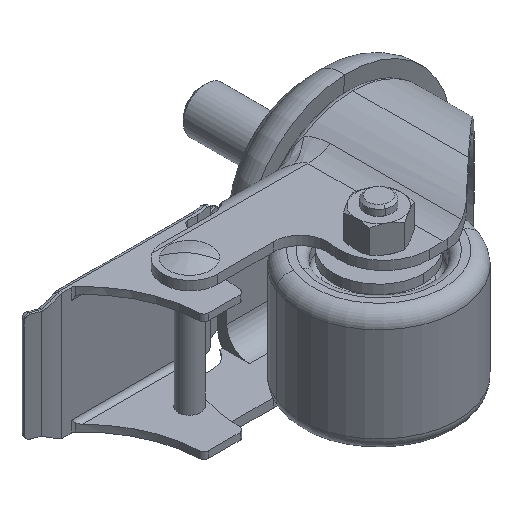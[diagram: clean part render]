
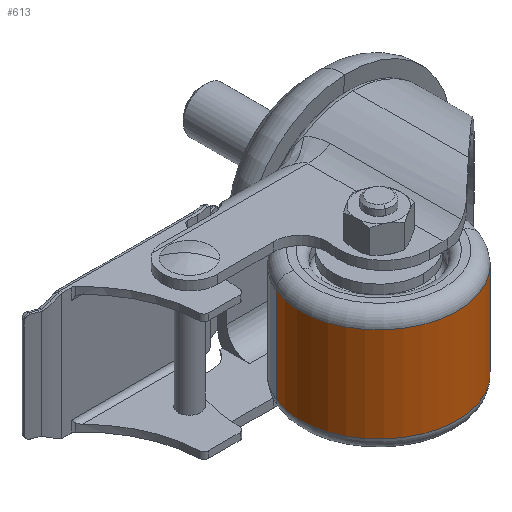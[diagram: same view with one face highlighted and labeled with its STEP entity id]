
A CAD part, isometric view. The second image highlights one B-rep face of the part: STEP entity #613.
In plain terms, the highlighted cylindrical face has radius 17.5 mm (diameter 35 mm), a partial arc.
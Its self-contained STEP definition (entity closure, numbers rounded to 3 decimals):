
#155 = ORIENTED_EDGE ( 'NONE', *, *, #8574, .T. ) ;
#161 = FACE_OUTER_BOUND ( 'NONE', #3400, .T. ) ;
#176 = ORIENTED_EDGE ( 'NONE', *, *, #3677, .F. ) ;
#236 = VERTEX_POINT ( 'NONE', #2408 ) ;
#613 = ADVANCED_FACE ( 'NONE', ( #161 ), #3533, .T. ) ;
#641 = DIRECTION ( 'NONE',  ( 1., 0., 0. ) ) ;
#837 = CARTESIAN_POINT ( 'NONE',  ( -17.5, 0., 10.5 ) ) ;
#1267 = VECTOR ( 'NONE', #4049, 1000. ) ;
#1318 = CARTESIAN_POINT ( 'NONE',  ( 0., 0., 10.5 ) ) ;
#1537 = ORIENTED_EDGE ( 'NONE', *, *, #2961, .T. ) ;
#1847 = DIRECTION ( 'NONE',  ( -1., 0., 0. ) ) ;
#2408 = CARTESIAN_POINT ( 'NONE',  ( -17.5, 0., -10.5 ) ) ;
#2411 = DIRECTION ( 'NONE',  ( 0., 0., -1. ) ) ;
#2421 = LINE ( 'NONE', #5011, #5782 ) ;
#2909 = AXIS2_PLACEMENT_3D ( 'NONE', #10459, #3741, #5515 ) ;
#2961 = EDGE_CURVE ( 'NONE', #3138, #6482, #4746, .T. ) ;
#2984 = VERTEX_POINT ( 'NONE', #10727 ) ;
#3138 = VERTEX_POINT ( 'NONE', #9778 ) ;
#3155 = ORIENTED_EDGE ( 'NONE', *, *, #7000, .T. ) ;
#3287 = AXIS2_PLACEMENT_3D ( 'NONE', #5668, #5711, #1847 ) ;
#3400 = EDGE_LOOP ( 'NONE', ( #176, #1537, #3155, #155 ) ) ;
#3533 = CYLINDRICAL_SURFACE ( 'NONE', #3287, 17.5 ) ;
#3677 = EDGE_CURVE ( 'NONE', #3138, #2984, #9071, .T. ) ;
#3741 = DIRECTION ( 'NONE',  ( 0., 0., 1. ) ) ;
#4049 = DIRECTION ( 'NONE',  ( 0., 0., -1. ) ) ;
#4746 = CIRCLE ( 'NONE', #6690, 17.5 ) ;
#5011 = CARTESIAN_POINT ( 'NONE',  ( -17.5, 0., 13.5 ) ) ;
#5472 = CIRCLE ( 'NONE', #2909, 17.5 ) ;
#5515 = DIRECTION ( 'NONE',  ( 1., 0., 0. ) ) ;
#5668 = CARTESIAN_POINT ( 'NONE',  ( 0., 0., 13.5 ) ) ;
#5711 = DIRECTION ( 'NONE',  ( 0., 0., -1. ) ) ;
#5782 = VECTOR ( 'NONE', #2411, 1000. ) ;
#6482 = VERTEX_POINT ( 'NONE', #837 ) ;
#6690 = AXIS2_PLACEMENT_3D ( 'NONE', #1318, #10521, #641 ) ;
#7000 = EDGE_CURVE ( 'NONE', #6482, #236, #2421, .T. ) ;
#8245 = CARTESIAN_POINT ( 'NONE',  ( 17.5, 0., 13.5 ) ) ;
#8574 = EDGE_CURVE ( 'NONE', #236, #2984, #5472, .T. ) ;
#9071 = LINE ( 'NONE', #8245, #1267 ) ;
#9778 = CARTESIAN_POINT ( 'NONE',  ( 17.5, 0., 10.5 ) ) ;
#10459 = CARTESIAN_POINT ( 'NONE',  ( 0., 0., -10.5 ) ) ;
#10521 = DIRECTION ( 'NONE',  ( 0., 0., -1. ) ) ;
#10727 = CARTESIAN_POINT ( 'NONE',  ( 17.5, 0., -10.5 ) ) ;
